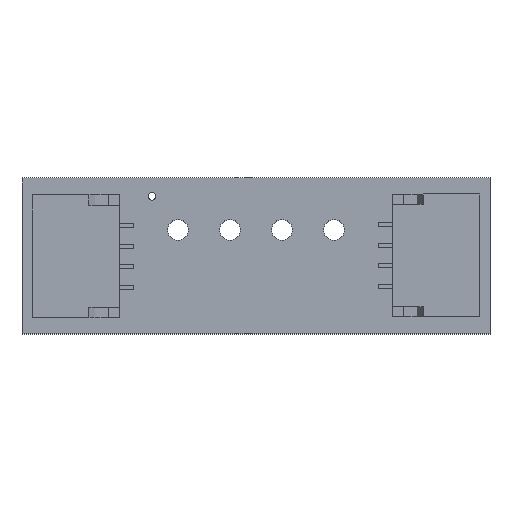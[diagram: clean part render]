
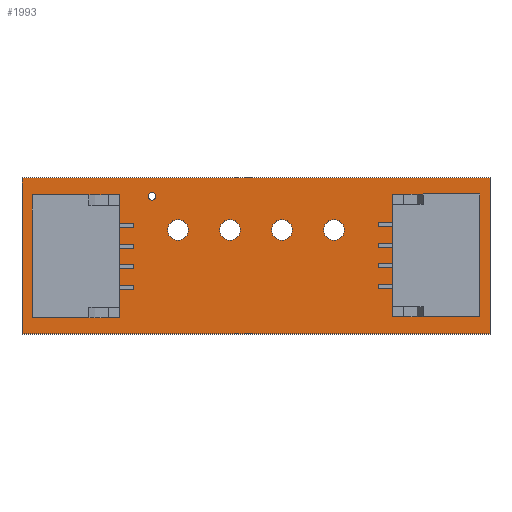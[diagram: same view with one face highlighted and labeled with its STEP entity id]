
A CAD part, top view. The second image highlights one B-rep face of the part: STEP entity #1993.
In plain terms, the highlighted planar face has unit normal (0, 0, 1).
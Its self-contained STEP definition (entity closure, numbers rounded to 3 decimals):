
#33=FACE_BOUND('',#253,.T.);
#34=FACE_BOUND('',#254,.T.);
#35=FACE_BOUND('',#255,.T.);
#36=FACE_BOUND('',#256,.T.);
#37=FACE_BOUND('',#257,.T.);
#52=PLANE('',#2131);
#152=FACE_OUTER_BOUND('',#252,.T.);
#252=EDGE_LOOP('',(#1377,#1378,#1379,#1380));
#253=EDGE_LOOP('',(#1381));
#254=EDGE_LOOP('',(#1382));
#255=EDGE_LOOP('',(#1383));
#256=EDGE_LOOP('',(#1384));
#257=EDGE_LOOP('',(#1385));
#365=LINE('',#2764,#626);
#368=LINE('',#2770,#629);
#371=LINE('',#2776,#632);
#374=LINE('',#2780,#635);
#626=VECTOR('',#2272,10.);
#629=VECTOR('',#2277,10.);
#632=VECTOR('',#2282,10.);
#635=VECTOR('',#2287,10.);
#881=CIRCLE('',#2114,0.508);
#883=CIRCLE('',#2117,0.508);
#885=CIRCLE('',#2120,0.508);
#887=CIRCLE('',#2123,0.191);
#889=CIRCLE('',#2126,0.508);
#891=VERTEX_POINT('',#2730);
#893=VERTEX_POINT('',#2736);
#895=VERTEX_POINT('',#2742);
#897=VERTEX_POINT('',#2748);
#899=VERTEX_POINT('',#2754);
#902=VERTEX_POINT('',#2761);
#903=VERTEX_POINT('',#2763);
#905=VERTEX_POINT('',#2769);
#907=VERTEX_POINT('',#2775);
#1072=EDGE_CURVE('',#891,#891,#881,.T.);
#1075=EDGE_CURVE('',#893,#893,#883,.T.);
#1078=EDGE_CURVE('',#895,#895,#885,.T.);
#1081=EDGE_CURVE('',#897,#897,#887,.T.);
#1084=EDGE_CURVE('',#899,#899,#889,.T.);
#1087=EDGE_CURVE('',#903,#902,#365,.T.);
#1090=EDGE_CURVE('',#905,#903,#368,.T.);
#1093=EDGE_CURVE('',#907,#905,#371,.T.);
#1096=EDGE_CURVE('',#902,#907,#374,.T.);
#1377=ORIENTED_EDGE('',*,*,#1096,.T.);
#1378=ORIENTED_EDGE('',*,*,#1093,.T.);
#1379=ORIENTED_EDGE('',*,*,#1090,.T.);
#1380=ORIENTED_EDGE('',*,*,#1087,.T.);
#1381=ORIENTED_EDGE('',*,*,#1072,.T.);
#1382=ORIENTED_EDGE('',*,*,#1075,.T.);
#1383=ORIENTED_EDGE('',*,*,#1078,.T.);
#1384=ORIENTED_EDGE('',*,*,#1081,.T.);
#1385=ORIENTED_EDGE('',*,*,#1084,.T.);
#1993=ADVANCED_FACE('',(#152,#33,#34,#35,#36,#37),#52,.T.);
#2114=AXIS2_PLACEMENT_3D('',#2732,#2238,#2239);
#2117=AXIS2_PLACEMENT_3D('',#2738,#2245,#2246);
#2120=AXIS2_PLACEMENT_3D('',#2744,#2252,#2253);
#2123=AXIS2_PLACEMENT_3D('',#2750,#2259,#2260);
#2126=AXIS2_PLACEMENT_3D('',#2756,#2266,#2267);
#2131=AXIS2_PLACEMENT_3D('',#2781,#2288,#2289);
#2238=DIRECTION('center_axis',(0.,0.,-1.));
#2239=DIRECTION('ref_axis',(1.,0.,0.));
#2245=DIRECTION('center_axis',(0.,0.,-1.));
#2246=DIRECTION('ref_axis',(1.,0.,0.));
#2252=DIRECTION('center_axis',(0.,0.,-1.));
#2253=DIRECTION('ref_axis',(1.,0.,0.));
#2259=DIRECTION('center_axis',(0.,0.,-1.));
#2260=DIRECTION('ref_axis',(1.,0.,0.));
#2266=DIRECTION('center_axis',(0.,0.,-1.));
#2267=DIRECTION('ref_axis',(1.,0.,0.));
#2272=DIRECTION('',(1.,0.,0.));
#2277=DIRECTION('',(0.,-1.,0.));
#2282=DIRECTION('',(-1.,0.,0.));
#2287=DIRECTION('',(0.,1.,0.));
#2288=DIRECTION('center_axis',(0.,0.,1.));
#2289=DIRECTION('ref_axis',(1.,0.,0.));
#2730=CARTESIAN_POINT('',(9.652,5.08,1.57));
#2732=CARTESIAN_POINT('Origin',(10.16,5.08,1.57));
#2736=CARTESIAN_POINT('',(12.192,5.08,1.57));
#2738=CARTESIAN_POINT('Origin',(12.7,5.08,1.57));
#2742=CARTESIAN_POINT('',(14.732,5.08,1.57));
#2744=CARTESIAN_POINT('Origin',(15.24,5.08,1.57));
#2748=CARTESIAN_POINT('',(6.16,6.731,1.57));
#2750=CARTESIAN_POINT('Origin',(6.35,6.731,1.57));
#2754=CARTESIAN_POINT('',(7.112,5.08,1.57));
#2756=CARTESIAN_POINT('Origin',(7.62,5.08,1.57));
#2761=CARTESIAN_POINT('',(22.86,0.,1.57));
#2763=CARTESIAN_POINT('',(0.,0.,1.57));
#2764=CARTESIAN_POINT('',(22.86,0.,1.57));
#2769=CARTESIAN_POINT('',(0.,7.62,1.57));
#2770=CARTESIAN_POINT('',(0.,0.,1.57));
#2775=CARTESIAN_POINT('',(22.86,7.62,1.57));
#2776=CARTESIAN_POINT('',(0.,7.62,1.57));
#2780=CARTESIAN_POINT('',(22.86,7.62,1.57));
#2781=CARTESIAN_POINT('Origin',(11.43,3.81,1.57));
